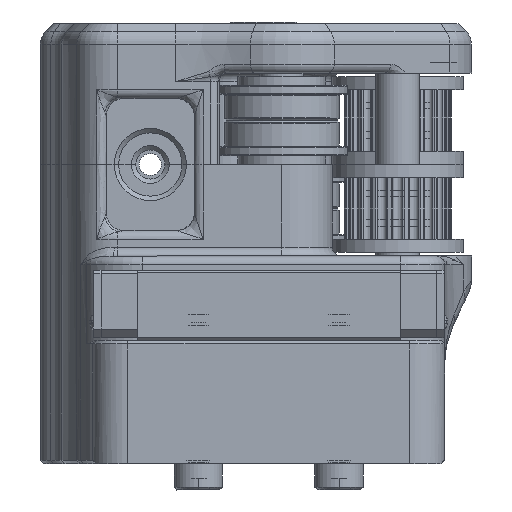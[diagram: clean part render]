
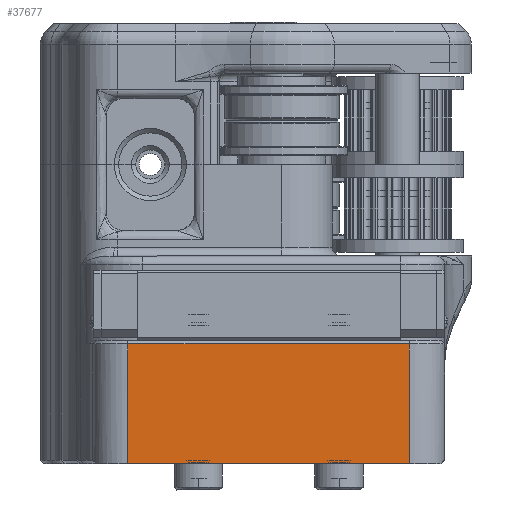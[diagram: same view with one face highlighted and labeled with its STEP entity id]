
A CAD part, left-side view. The second image highlights one B-rep face of the part: STEP entity #37677.
In plain terms, the highlighted planar face has unit normal (-1, 0, 0).
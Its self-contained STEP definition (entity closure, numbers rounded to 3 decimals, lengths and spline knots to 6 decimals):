
#12117=ORIENTED_EDGE('',*,*,#18241,.T.);
#12118=ORIENTED_EDGE('',*,*,#18242,.T.);
#12119=ORIENTED_EDGE('',*,*,#17994,.T.);
#12120=ORIENTED_EDGE('',*,*,#18232,.T.);
#17994=EDGE_CURVE('',#21825,#21824,#25185,.T.);
#18232=EDGE_CURVE('',#21824,#21984,#25290,.T.);
#18241=EDGE_CURVE('',#21984,#21986,#25294,.T.);
#18242=EDGE_CURVE('',#21986,#21825,#25295,.T.);
#21824=VERTEX_POINT('',#63978);
#21825=VERTEX_POINT('',#63980);
#21984=VERTEX_POINT('',#64734);
#21986=VERTEX_POINT('',#64812);
#25185=LINE('',#63979,#28353);
#25290=LINE('',#64735,#28458);
#25294=LINE('',#64811,#28462);
#25295=LINE('',#64813,#28463);
#28353=VECTOR('',#51000,1.);
#28458=VECTOR('',#51423,1.);
#28462=VECTOR('',#51449,1.);
#28463=VECTOR('',#51450,1.);
#31064=EDGE_LOOP('',(#12117,#12118,#12119,#12120));
#33930=FACE_BOUND('',#31064,.T.);
#35607=PLANE('',#41560);
#37677=ADVANCED_FACE('',(#33930),#35607,.F.);
#41560=AXIS2_PLACEMENT_3D('',#64810,#51447,#51448);
#51000=DIRECTION('',(0.,-1.,0.));
#51423=DIRECTION('',(0.,0.,1.));
#51447=DIRECTION('',(1.,0.,0.));
#51448=DIRECTION('',(0.,1.,0.));
#51449=DIRECTION('',(0.,1.,0.));
#51450=DIRECTION('',(0.,0.,-1.));
#63978=CARTESIAN_POINT('',(-0.0768,0.151048,0.0777));
#63979=CARTESIAN_POINT('',(-0.0768,0.173742,0.0777));
#63980=CARTESIAN_POINT('',(-0.0768,0.183048,0.0777));
#64734=CARTESIAN_POINT('',(-0.0768,0.151048,0.0913));
#64735=CARTESIAN_POINT('',(-0.0768,0.151048,0.0777));
#64810=CARTESIAN_POINT('',(-0.0768,0.178248,0.0777));
#64811=CARTESIAN_POINT('',(-0.0768,0.173792,0.0913));
#64812=CARTESIAN_POINT('',(-0.0768,0.183048,0.0913));
#64813=CARTESIAN_POINT('',(-0.0768,0.183048,0.0777));
